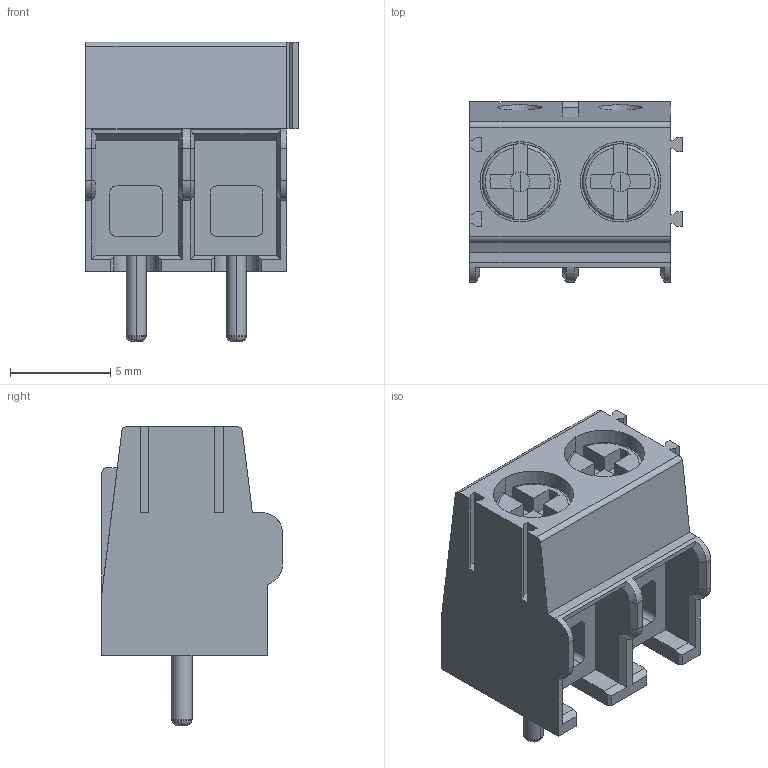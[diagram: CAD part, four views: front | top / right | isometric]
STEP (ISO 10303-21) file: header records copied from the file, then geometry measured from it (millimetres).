
FILE_DESCRIPTION(('FreeCAD Model'),'2;1');
FILE_NAME('pxc_1935161.stp','2020-05-16T17:23:32',('Author'),(''), 'Open CASCADE STEP processor 6.8','FreeCAD','Unknown');
FILE_SCHEMA(('AUTOMOTIVE_DESIGN_CC2 { 1 2 10303 214 -1 1 5 4 }'));
Length unit declared in the file: millimetre
Products named in the file (2): ASSEMBLY; pt_1.5-2-5.0-h
Assembly tree (1 placements, depth 2):
  ASSEMBLY
    pt_1.5-2-5.0-h
Bounding box: 10.57 x 9 x 14.9 mm (x, y, z)
Volume: 707.3 mm3; surface area: 818.6 mm2
Topology: 1 solids, 1 shells, 243 faces, 649 edges, 424 vertices
Faces by surface type: plane 150, cylinder 61, revolution 16, cone 12, torus 4
Entity records: 28711 total; most frequent: CARTESIAN_POINT 14710, DIRECTION 2087, ORIENTED_EDGE 1298, PCURVE 1298, DEFINITIONAL_REPRESENTATION 1298, LINE 1117, VECTOR 1117, EDGE_CURVE 649
